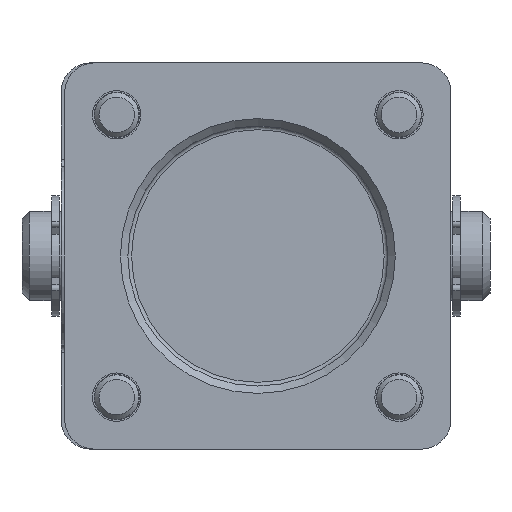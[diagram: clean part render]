
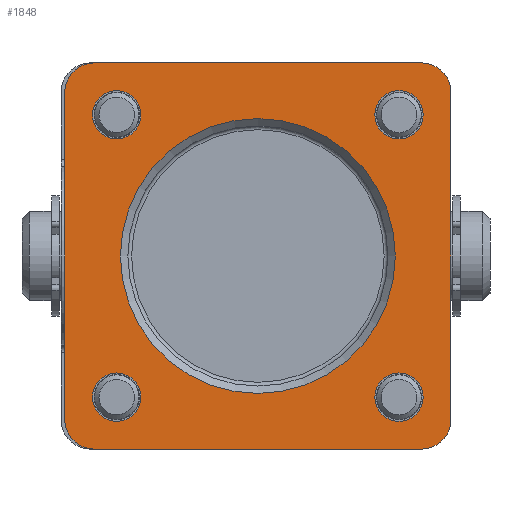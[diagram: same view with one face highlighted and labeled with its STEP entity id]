
A CAD part, front view. The second image highlights one B-rep face of the part: STEP entity #1848.
In plain terms, the highlighted planar face has unit normal (0, -1, 0).
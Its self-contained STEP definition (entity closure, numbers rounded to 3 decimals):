
#152=CIRCLE('',#2020,4.);
#158=CIRCLE('',#2028,4.);
#166=CIRCLE('',#2043,4.);
#168=CIRCLE('',#2047,4.);
#169=CIRCLE('',#2051,3.25);
#170=CIRCLE('',#2052,3.25);
#171=CIRCLE('',#2053,3.25);
#172=CIRCLE('',#2054,3.25);
#173=CIRCLE('',#2055,18.5);
#363=ORIENTED_EDGE('',*,*,#834,.F.);
#364=ORIENTED_EDGE('',*,*,#835,.F.);
#365=ORIENTED_EDGE('',*,*,#836,.F.);
#366=ORIENTED_EDGE('',*,*,#837,.F.);
#367=ORIENTED_EDGE('',*,*,#838,.F.);
#368=ORIENTED_EDGE('',*,*,#823,.F.);
#369=ORIENTED_EDGE('',*,*,#781,.F.);
#370=ORIENTED_EDGE('',*,*,#801,.F.);
#371=ORIENTED_EDGE('',*,*,#792,.F.);
#372=ORIENTED_EDGE('',*,*,#788,.F.);
#373=ORIENTED_EDGE('',*,*,#778,.F.);
#374=ORIENTED_EDGE('',*,*,#829,.F.);
#375=ORIENTED_EDGE('',*,*,#826,.F.);
#778=EDGE_CURVE('',#1023,#1017,#1194,.T.);
#781=EDGE_CURVE('',#1026,#1027,#1197,.T.);
#788=EDGE_CURVE('',#1017,#1033,#152,.T.);
#792=EDGE_CURVE('',#1033,#1036,#1203,.T.);
#801=EDGE_CURVE('',#1036,#1026,#158,.T.);
#823=EDGE_CURVE('',#1027,#1059,#166,.T.);
#826=EDGE_CURVE('',#1059,#1061,#1222,.T.);
#829=EDGE_CURVE('',#1061,#1023,#168,.T.);
#834=EDGE_CURVE('',#1062,#1062,#169,.T.);
#835=EDGE_CURVE('',#1063,#1063,#170,.T.);
#836=EDGE_CURVE('',#1064,#1064,#171,.T.);
#837=EDGE_CURVE('',#1065,#1065,#172,.T.);
#838=EDGE_CURVE('',#1066,#1066,#173,.T.);
#1017=VERTEX_POINT('',#2940);
#1023=VERTEX_POINT('',#2952);
#1026=VERTEX_POINT('',#2959);
#1027=VERTEX_POINT('',#2961);
#1033=VERTEX_POINT('',#2975);
#1036=VERTEX_POINT('',#2983);
#1059=VERTEX_POINT('',#3055);
#1061=VERTEX_POINT('',#3061);
#1062=VERTEX_POINT('',#3074);
#1063=VERTEX_POINT('',#3076);
#1064=VERTEX_POINT('',#3078);
#1065=VERTEX_POINT('',#3080);
#1066=VERTEX_POINT('',#3082);
#1194=LINE('',#2953,#1297);
#1197=LINE('',#2960,#1300);
#1203=LINE('',#2982,#1306);
#1222=LINE('',#3060,#1325);
#1297=VECTOR('',#2298,1000.);
#1300=VECTOR('',#2303,1000.);
#1306=VECTOR('',#2323,1000.);
#1325=VECTOR('',#2386,1000.);
#1413=EDGE_LOOP('',(#363));
#1414=EDGE_LOOP('',(#364));
#1415=EDGE_LOOP('',(#365));
#1416=EDGE_LOOP('',(#366));
#1417=EDGE_LOOP('',(#367));
#1418=EDGE_LOOP('',(#368,#369,#370,#371,#372,#373,#374,#375));
#1604=FACE_BOUND('',#1413,.T.);
#1605=FACE_BOUND('',#1414,.T.);
#1606=FACE_BOUND('',#1415,.T.);
#1607=FACE_BOUND('',#1416,.T.);
#1608=FACE_BOUND('',#1417,.T.);
#1609=FACE_BOUND('',#1418,.T.);
#1787=PLANE('',#2050);
#1848=ADVANCED_FACE('',(#1604,#1605,#1606,#1607,#1608,#1609),#1787,.F.);
#2020=AXIS2_PLACEMENT_3D('',#2974,#2315,#2316);
#2028=AXIS2_PLACEMENT_3D('',#2999,#2338,#2339);
#2043=AXIS2_PLACEMENT_3D('',#3054,#2380,#2381);
#2047=AXIS2_PLACEMENT_3D('',#3065,#2392,#2393);
#2050=AXIS2_PLACEMENT_3D('',#3072,#2402,#2403);
#2051=AXIS2_PLACEMENT_3D('',#3073,#2404,#2405);
#2052=AXIS2_PLACEMENT_3D('',#3075,#2406,#2407);
#2053=AXIS2_PLACEMENT_3D('',#3077,#2408,#2409);
#2054=AXIS2_PLACEMENT_3D('',#3079,#2410,#2411);
#2055=AXIS2_PLACEMENT_3D('',#3081,#2412,#2413);
#2298=DIRECTION('',(1.,0.,0.));
#2303=DIRECTION('',(-1.,0.,0.));
#2315=DIRECTION('',(0.,1.,0.));
#2316=DIRECTION('',(1.,0.,0.));
#2323=DIRECTION('',(0.,0.,-1.));
#2338=DIRECTION('',(0.,1.,0.));
#2339=DIRECTION('',(1.,0.,0.));
#2380=DIRECTION('',(0.,1.,0.));
#2381=DIRECTION('',(1.,0.,0.));
#2386=DIRECTION('',(0.,0.,1.));
#2392=DIRECTION('',(0.,1.,0.));
#2393=DIRECTION('',(1.,0.,0.));
#2402=DIRECTION('',(0.,1.,0.));
#2403=DIRECTION('',(0.,0.,1.));
#2404=DIRECTION('',(0.,-1.,0.));
#2405=DIRECTION('',(0.,0.,-1.));
#2406=DIRECTION('',(0.,-1.,0.));
#2407=DIRECTION('',(0.,0.,-1.));
#2408=DIRECTION('',(0.,-1.,0.));
#2409=DIRECTION('',(0.,0.,-1.));
#2410=DIRECTION('',(0.,-1.,0.));
#2411=DIRECTION('',(0.,0.,-1.));
#2412=DIRECTION('',(0.,-1.,0.));
#2413=DIRECTION('',(0.,0.,-1.));
#2940=CARTESIAN_POINT('',(22.,0.,26.));
#2952=CARTESIAN_POINT('',(-22.,0.,26.));
#2953=CARTESIAN_POINT('',(-22.,0.,26.));
#2959=CARTESIAN_POINT('',(22.,0.,-26.));
#2960=CARTESIAN_POINT('',(22.,0.,-26.));
#2961=CARTESIAN_POINT('',(-22.,0.,-26.));
#2974=CARTESIAN_POINT('',(22.,0.,22.));
#2975=CARTESIAN_POINT('',(26.,0.,22.));
#2982=CARTESIAN_POINT('',(26.,0.,22.));
#2983=CARTESIAN_POINT('',(26.,0.,-22.));
#2999=CARTESIAN_POINT('',(22.,0.,-22.));
#3054=CARTESIAN_POINT('',(-22.,0.,-22.));
#3055=CARTESIAN_POINT('',(-26.,0.,-22.));
#3060=CARTESIAN_POINT('',(-26.,0.,-22.));
#3061=CARTESIAN_POINT('',(-26.,0.,22.));
#3065=CARTESIAN_POINT('',(-22.,0.,22.));
#3072=CARTESIAN_POINT('',(-22.,0.,-22.));
#3073=CARTESIAN_POINT('',(-19.,0.,19.));
#3074=CARTESIAN_POINT('',(-19.,0.,15.75));
#3075=CARTESIAN_POINT('',(-19.,0.,-19.));
#3076=CARTESIAN_POINT('',(-19.,0.,-22.25));
#3077=CARTESIAN_POINT('',(19.,0.,19.));
#3078=CARTESIAN_POINT('',(19.,0.,15.75));
#3079=CARTESIAN_POINT('',(19.,0.,-19.));
#3080=CARTESIAN_POINT('',(19.,0.,-22.25));
#3081=CARTESIAN_POINT('',(0.,0.,0.));
#3082=CARTESIAN_POINT('',(0.,0.,-18.5));
